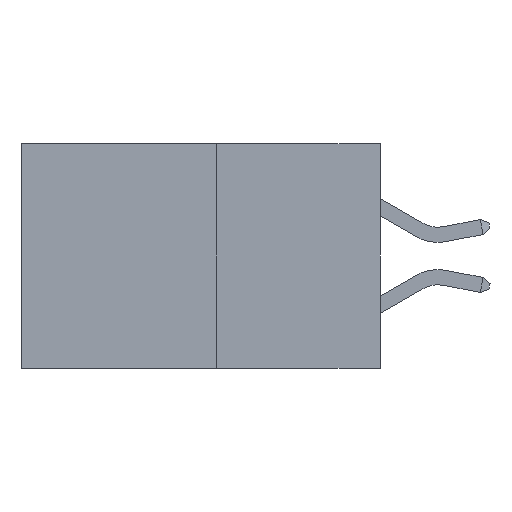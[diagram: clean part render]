
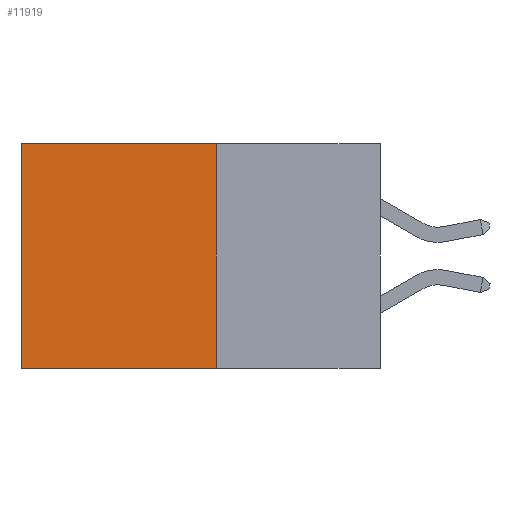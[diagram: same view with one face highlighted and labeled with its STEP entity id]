
A CAD part, left-side view. The second image highlights one B-rep face of the part: STEP entity #11919.
In plain terms, the highlighted planar face has unit normal (-1, 0, 0).
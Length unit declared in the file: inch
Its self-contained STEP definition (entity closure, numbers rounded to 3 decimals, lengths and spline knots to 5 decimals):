
#62 = VERTEX_POINT ( 'NONE', #4895 ) ;
#207 = FACE_OUTER_BOUND ( 'NONE', #6225, .T. ) ;
#1209 = ORIENTED_EDGE ( 'NONE', *, *, #7154, .F. ) ;
#2168 = DIRECTION ( 'NONE',  ( 0., 0., -1. ) ) ;
#2358 = EDGE_CURVE ( 'NONE', #9248, #62, #17410, .T. ) ;
#2511 = VECTOR ( 'NONE', #2168, 39.37008 ) ;
#2653 = EDGE_CURVE ( 'NONE', #16677, #17347, #15238, .T. ) ;
#2772 = CARTESIAN_POINT ( 'NONE',  ( 0.277, 0.27, 0. ) ) ;
#4816 = VECTOR ( 'NONE', #4846, 39.37008 ) ;
#4846 = DIRECTION ( 'NONE',  ( 0., 0., -1. ) ) ;
#4895 = CARTESIAN_POINT ( 'NONE',  ( 0.277, 0.27, -0.37 ) ) ;
#5032 = CARTESIAN_POINT ( 'NONE',  ( 0.277, 0.27, -0.37 ) ) ;
#6004 = AXIS2_PLACEMENT_3D ( 'NONE', #16568, #8734, #19638 ) ;
#6225 = EDGE_LOOP ( 'NONE', ( #13574, #1209, #18644, #15054 ) ) ;
#6554 = DIRECTION ( 'NONE',  ( 0., 1., 0. ) ) ;
#7154 = EDGE_CURVE ( 'NONE', #62, #17347, #12604, .T. ) ;
#8734 = DIRECTION ( 'NONE',  ( 1., 0., 0. ) ) ;
#8894 = VECTOR ( 'NONE', #6554, 39.37008 ) ;
#9248 = VERTEX_POINT ( 'NONE', #2772 ) ;
#10004 = CARTESIAN_POINT ( 'NONE',  ( 0.277, 0.27, 0. ) ) ;
#10097 = EDGE_CURVE ( 'NONE', #9248, #16677, #11747, .T. ) ;
#10143 = DIRECTION ( 'NONE',  ( 0., 1., 0. ) ) ;
#11747 = LINE ( 'NONE', #10004, #19493 ) ;
#11919 = ADVANCED_FACE ( 'NONE', ( #207 ), #18085, .F. ) ;
#12604 = LINE ( 'NONE', #12890, #8894 ) ;
#12822 = CARTESIAN_POINT ( 'NONE',  ( 0.277, 0.59, -0.37 ) ) ;
#12890 = CARTESIAN_POINT ( 'NONE',  ( 0.277, 0.27, -0.37 ) ) ;
#13574 = ORIENTED_EDGE ( 'NONE', *, *, #2653, .T. ) ;
#15054 = ORIENTED_EDGE ( 'NONE', *, *, #10097, .T. ) ;
#15238 = LINE ( 'NONE', #20479, #2511 ) ;
#16114 = CARTESIAN_POINT ( 'NONE',  ( 0.277, 0.59, 0. ) ) ;
#16568 = CARTESIAN_POINT ( 'NONE',  ( 0.277, 0.27, -0.37 ) ) ;
#16677 = VERTEX_POINT ( 'NONE', #16114 ) ;
#17347 = VERTEX_POINT ( 'NONE', #12822 ) ;
#17410 = LINE ( 'NONE', #5032, #4816 ) ;
#18085 = PLANE ( 'NONE',  #6004 ) ;
#18644 = ORIENTED_EDGE ( 'NONE', *, *, #2358, .F. ) ;
#19493 = VECTOR ( 'NONE', #10143, 39.37008 ) ;
#19638 = DIRECTION ( 'NONE',  ( 0., 0., -1. ) ) ;
#20479 = CARTESIAN_POINT ( 'NONE',  ( 0.277, 0.59, -0.37 ) ) ;
